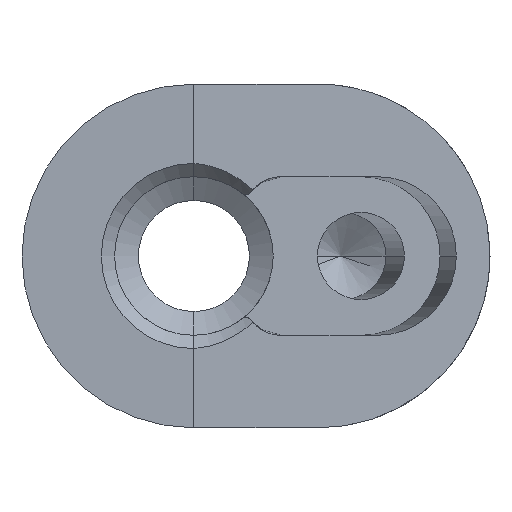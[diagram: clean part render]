
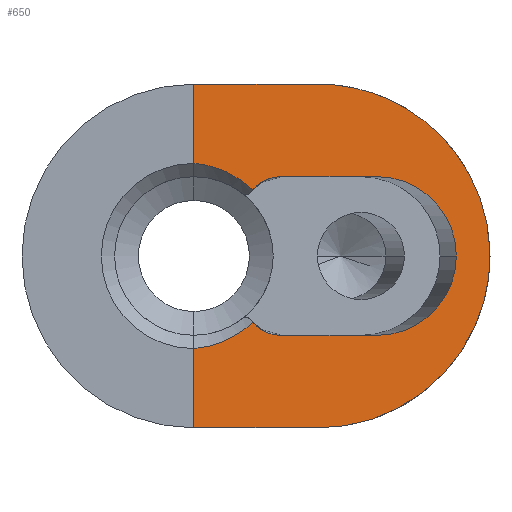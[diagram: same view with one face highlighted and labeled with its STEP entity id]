
A CAD part, left-side view. The second image highlights one B-rep face of the part: STEP entity #650.
In plain terms, the highlighted planar face has unit normal (-0.998, -0.07, 0).
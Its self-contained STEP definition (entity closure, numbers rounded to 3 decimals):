
#9 =( BOUNDED_CURVE ( )  B_SPLINE_CURVE ( 3, ( #652, #1434, #923, #146 ),
 .UNSPECIFIED., .F., .T. ) 
 B_SPLINE_CURVE_WITH_KNOTS ( ( 4, 4 ),
 ( 1.641, 2.346 ),
 .UNSPECIFIED. ) 
 CURVE ( )  GEOMETRIC_REPRESENTATION_ITEM ( )  RATIONAL_B_SPLINE_CURVE ( ( 1., 0.959, 0.959, 1. ) ) 
 REPRESENTATION_ITEM ( '' )  );
#16 = LINE ( 'NONE', #941, #658 ) ;
#66 = LINE ( 'NONE', #110, #390 ) ;
#74 = EDGE_CURVE ( 'NONE', #989, #1377, #806, .T. ) ;
#83 = ORIENTED_EDGE ( 'NONE', *, *, #788, .F. ) ;
#84 = EDGE_LOOP ( 'NONE', ( #1044, #646, #101, #624, #278, #1438, #865, #1187, #83, #1125, #1635, #897, #194 ) ) ;
#89 = CARTESIAN_POINT ( 'NONE',  ( 0.059, -0.843, 3.441 ) ) ;
#101 = ORIENTED_EDGE ( 'NONE', *, *, #613, .F. ) ;
#109 = CARTESIAN_POINT ( 'NONE',  ( 0.233, -3.327, -3. ) ) ;
#110 = CARTESIAN_POINT ( 'NONE',  ( 0.276, -3.94, 3. ) ) ;
#131 = CARTESIAN_POINT ( 'NONE',  ( 0., 0., 0. ) ) ;
#137 = CARTESIAN_POINT ( 'NONE',  ( 0.694, -9.926, 0. ) ) ;
#146 = CARTESIAN_POINT ( 'NONE',  ( 0.155, -2.216, -2.506 ) ) ;
#193 = CARTESIAN_POINT ( 'NONE',  ( 0.485, -6.933, 3. ) ) ;
#194 = ORIENTED_EDGE ( 'NONE', *, *, #491, .F. ) ;
#207 = EDGE_CURVE ( 'NONE', #929, #215, #1562, .T. ) ;
#215 = VERTEX_POINT ( 'NONE', #109 ) ;
#264 = CARTESIAN_POINT ( 'NONE',  ( 0.155, -2.216, 2.506 ) ) ;
#278 = ORIENTED_EDGE ( 'NONE', *, *, #994, .T. ) ;
#284 = CARTESIAN_POINT ( 'NONE',  ( 0.112, -1.6, 6.5 ) ) ;
#305 = CARTESIAN_POINT ( 'NONE',  ( 0.155, -2.216, -2.506 ) ) ;
#319 = AXIS2_PLACEMENT_3D ( 'NONE', #405, #1325, #548 ) ;
#323 = DIRECTION ( 'NONE',  ( 0.07, -0.998, 0. ) ) ;
#346 = VECTOR ( 'NONE', #409, 1000. ) ;
#359 = AXIS2_PLACEMENT_3D ( 'NONE', #131, #1247, #323 ) ;
#362 = EDGE_CURVE ( 'NONE', #610, #1670, #562, .T. ) ;
#386 = DIRECTION ( 'NONE',  ( 0.07, -0.998, 0. ) ) ;
#387 = LINE ( 'NONE', #284, #346 ) ;
#390 = VECTOR ( 'NONE', #1030, 1000. ) ;
#405 = CARTESIAN_POINT ( 'NONE',  ( 0.485, -6.933, 0. ) ) ;
#409 = DIRECTION ( 'NONE',  ( -0.07, 0.998, 0. ) ) ;
#414 = DIRECTION ( 'NONE',  ( 0.07, -0.998, 0. ) ) ;
#446 = CARTESIAN_POINT ( 'NONE',  ( 0., 0., -6.5 ) ) ;
#457 = EDGE_CURVE ( 'NONE', #918, #1647, #387, .T. ) ;
#467 = CARTESIAN_POINT ( 'NONE',  ( 0., 0., 0. ) ) ;
#475 = VECTOR ( 'NONE', #1374, 1000. ) ;
#490 = CARTESIAN_POINT ( 'NONE',  ( 0.177, -2.529, -2.786 ) ) ;
#491 = EDGE_CURVE ( 'NONE', #215, #989, #16, .T. ) ;
#495 = VERTEX_POINT ( 'NONE', #193 ) ;
#496 = VECTOR ( 'NONE', #712, 1000. ) ;
#516 = AXIS2_PLACEMENT_3D ( 'NONE', #684, #1210, #414 ) ;
#528 = CARTESIAN_POINT ( 'NONE',  ( 0.233, -3.327, 3. ) ) ;
#548 = DIRECTION ( 'NONE',  ( 0.07, -0.998, 0. ) ) ;
#562 = LINE ( 'NONE', #921, #834 ) ;
#598 = CARTESIAN_POINT ( 'NONE',  ( 0.113, -1.613, 3.095 ) ) ;
#610 = VERTEX_POINT ( 'NONE', #446 ) ;
#613 = EDGE_CURVE ( 'NONE', #610, #945, #852, .T. ) ;
#619 = FACE_OUTER_BOUND ( 'NONE', #84, .T. ) ;
#624 = ORIENTED_EDGE ( 'NONE', *, *, #362, .T. ) ;
#625 = CARTESIAN_POINT ( 'NONE',  ( 0.204, -2.911, -2.956 ) ) ;
#646 = ORIENTED_EDGE ( 'NONE', *, *, #1400, .F. ) ;
#650 = ADVANCED_FACE ( 'NONE', ( #619 ), #1382, .T. ) ;
#652 = CARTESIAN_POINT ( 'NONE',  ( 0., 0., -3.5 ) ) ;
#658 = VECTOR ( 'NONE', #1589, 1000. ) ;
#684 = CARTESIAN_POINT ( 'NONE',  ( 0.485, -6.933, 0. ) ) ;
#712 = DIRECTION ( 'NONE',  ( 0., 0., 1. ) ) ;
#755 = CARTESIAN_POINT ( 'NONE',  ( 0.233, -3.327, -3. ) ) ;
#759 = CARTESIAN_POINT ( 'NONE',  ( 0.203, -2.909, 2.956 ) ) ;
#783 = VERTEX_POINT ( 'NONE', #1317 ) ;
#788 = EDGE_CURVE ( 'NONE', #1180, #1630, #1680, .T. ) ;
#806 = CIRCLE ( 'NONE', #516, 3. ) ;
#834 = VECTOR ( 'NONE', #386, 1000. ) ;
#852 = LINE ( 'NONE', #1512, #496 ) ;
#856 = CIRCLE ( 'NONE', #319, 3. ) ;
#865 = ORIENTED_EDGE ( 'NONE', *, *, #1232, .F. ) ;
#897 = ORIENTED_EDGE ( 'NONE', *, *, #74, .F. ) ;
#918 = VERTEX_POINT ( 'NONE', #1211 ) ;
#921 = CARTESIAN_POINT ( 'NONE',  ( 0.112, -1.6, -6.5 ) ) ;
#923 = CARTESIAN_POINT ( 'NONE',  ( 0.113, -1.613, -3.095 ) ) ;
#929 = VERTEX_POINT ( 'NONE', #305 ) ;
#941 = CARTESIAN_POINT ( 'NONE',  ( 0.276, -3.94, -3. ) ) ;
#945 = VERTEX_POINT ( 'NONE', #1643 ) ;
#989 = VERTEX_POINT ( 'NONE', #1452 ) ;
#994 = EDGE_CURVE ( 'NONE', #1670, #918, #1601, .T. ) ;
#1001 = CARTESIAN_POINT ( 'NONE',  ( 0., 0., 3.5 ) ) ;
#1010 = CARTESIAN_POINT ( 'NONE',  ( 0., 0., 6.5 ) ) ;
#1030 = DIRECTION ( 'NONE',  ( -0.07, 0.998, 0. ) ) ;
#1044 = ORIENTED_EDGE ( 'NONE', *, *, #207, .F. ) ;
#1125 = ORIENTED_EDGE ( 'NONE', *, *, #1310, .F. ) ;
#1133 = CARTESIAN_POINT ( 'NONE',  ( 0.155, -2.216, 2.506 ) ) ;
#1148 = CARTESIAN_POINT ( 'NONE',  ( 0.329, -4.7, -6.5 ) ) ;
#1180 = VERTEX_POINT ( 'NONE', #1610 ) ;
#1187 = ORIENTED_EDGE ( 'NONE', *, *, #1213, .F. ) ;
#1210 = DIRECTION ( 'NONE',  ( -0.998, -0.07, 0. ) ) ;
#1211 = CARTESIAN_POINT ( 'NONE',  ( 0.329, -4.7, 6.5 ) ) ;
#1213 = EDGE_CURVE ( 'NONE', #1630, #783, #1474, .T. ) ;
#1232 = EDGE_CURVE ( 'NONE', #783, #1647, #1261, .T. ) ;
#1247 = DIRECTION ( 'NONE',  ( -0.998, -0.07, 0. ) ) ;
#1261 = LINE ( 'NONE', #467, #475 ) ;
#1273 = CARTESIAN_POINT ( 'NONE',  ( 0.155, -2.216, -2.506 ) ) ;
#1310 = EDGE_CURVE ( 'NONE', #495, #1180, #66, .T. ) ;
#1317 = CARTESIAN_POINT ( 'NONE',  ( 0., 0., 3.5 ) ) ;
#1325 = DIRECTION ( 'NONE',  ( -0.998, -0.07, 0. ) ) ;
#1374 = DIRECTION ( 'NONE',  ( 0., 0., 1. ) ) ;
#1377 = VERTEX_POINT ( 'NONE', #137 ) ;
#1381 = CARTESIAN_POINT ( 'NONE',  ( 1.238, -17.7, 6.5 ) ) ;
#1382 = PLANE ( 'NONE',  #359 ) ;
#1386 = CARTESIAN_POINT ( 'NONE',  ( 1.238, -17.7, -6.5 ) ) ;
#1394 = CARTESIAN_POINT ( 'NONE',  ( 0.329, -4.7, -6.5 ) ) ;
#1396 = CARTESIAN_POINT ( 'NONE',  ( 0.177, -2.528, 2.786 ) ) ;
#1398 = CARTESIAN_POINT ( 'NONE',  ( 0.165, -2.356, -2.661 ) ) ;
#1400 = EDGE_CURVE ( 'NONE', #945, #929, #9, .T. ) ;
#1434 = CARTESIAN_POINT ( 'NONE',  ( 0.059, -0.843, -3.441 ) ) ;
#1436 = CARTESIAN_POINT ( 'NONE',  ( 0.329, -4.7, 6.5 ) ) ;
#1438 = ORIENTED_EDGE ( 'NONE', *, *, #457, .T. ) ;
#1452 = CARTESIAN_POINT ( 'NONE',  ( 0.485, -6.933, -3. ) ) ;
#1474 =( BOUNDED_CURVE ( )  B_SPLINE_CURVE ( 3, ( #1519, #598, #89, #1001 ),
 .UNSPECIFIED., .F., .F. ) 
 B_SPLINE_CURVE_WITH_KNOTS ( ( 4, 4 ),
 ( 3.937, 4.642 ),
 .UNSPECIFIED. ) 
 CURVE ( )  GEOMETRIC_REPRESENTATION_ITEM ( )  RATIONAL_B_SPLINE_CURVE ( ( 1., 0.959, 0.959, 1. ) ) 
 REPRESENTATION_ITEM ( '' )  );
#1500 = EDGE_CURVE ( 'NONE', #1377, #495, #856, .T. ) ;
#1512 = CARTESIAN_POINT ( 'NONE',  ( 0., 0., 0. ) ) ;
#1519 = CARTESIAN_POINT ( 'NONE',  ( 0.155, -2.216, 2.506 ) ) ;
#1540 = CARTESIAN_POINT ( 'NONE',  ( 0.218, -3.117, 3. ) ) ;
#1541 = CARTESIAN_POINT ( 'NONE',  ( 0.218, -3.117, -3. ) ) ;
#1562 = B_SPLINE_CURVE_WITH_KNOTS ( 'NONE', 3,
 ( #1273, #1398, #490, #625, #1541, #755 ),
 .UNSPECIFIED., .F., .F.,
 ( 4, 2, 4 ),
 ( 0., 0.001, 0.001 ),
 .UNSPECIFIED. ) ;
#1563 = CARTESIAN_POINT ( 'NONE',  ( 0.165, -2.355, 2.66 ) ) ;
#1589 = DIRECTION ( 'NONE',  ( 0.07, -0.998, 0. ) ) ;
#1601 =( BOUNDED_CURVE ( )  B_SPLINE_CURVE ( 3, ( #1394, #1386, #1381, #1436 ),
 .UNSPECIFIED., .F., .T. ) 
 B_SPLINE_CURVE_WITH_KNOTS ( ( 4, 4 ),
 ( 1.571, 4.712 ),
 .UNSPECIFIED. ) 
 CURVE ( )  GEOMETRIC_REPRESENTATION_ITEM ( )  RATIONAL_B_SPLINE_CURVE ( ( 1., 0.333, 0.333, 1. ) ) 
 REPRESENTATION_ITEM ( '' )  );
#1610 = CARTESIAN_POINT ( 'NONE',  ( 0.233, -3.327, 3. ) ) ;
#1630 = VERTEX_POINT ( 'NONE', #1133 ) ;
#1635 = ORIENTED_EDGE ( 'NONE', *, *, #1500, .F. ) ;
#1643 = CARTESIAN_POINT ( 'NONE',  ( 0., 0., -3.5 ) ) ;
#1647 = VERTEX_POINT ( 'NONE', #1010 ) ;
#1670 = VERTEX_POINT ( 'NONE', #1148 ) ;
#1680 = B_SPLINE_CURVE_WITH_KNOTS ( 'NONE', 3,
 ( #528, #1540, #759, #1396, #1563, #264 ),
 .UNSPECIFIED., .F., .F.,
 ( 4, 2, 4 ),
 ( 0., 0.001, 0.001 ),
 .UNSPECIFIED. ) ;
